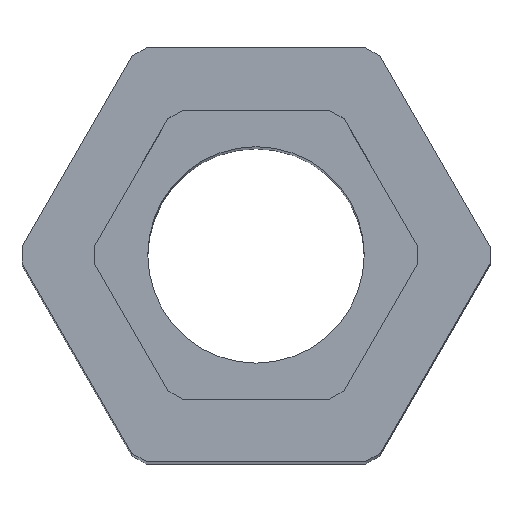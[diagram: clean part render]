
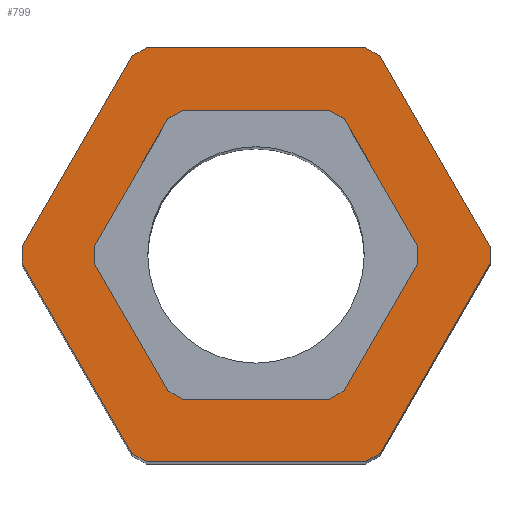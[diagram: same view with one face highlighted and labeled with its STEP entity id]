
A CAD part, top view. The second image highlights one B-rep face of the part: STEP entity #799.
In plain terms, the highlighted planar face has unit normal (0, 0, 1).
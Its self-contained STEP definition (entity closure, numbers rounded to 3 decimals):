
#17=FACE_BOUND('',#91,.T.);
#48=FACE_OUTER_BOUND('',#90,.T.);
#90=EDGE_LOOP('',(#624,#625,#626,#627,#628,#629,#630,#631,#632,#633,#634,
#635));
#91=EDGE_LOOP('',(#636,#637,#638,#639,#640,#641,#642,#643,#644,#645,#646,
#647));
#110=LINE('',#1076,#219);
#114=LINE('',#1083,#223);
#117=LINE('',#1089,#226);
#120=LINE('',#1095,#229);
#123=LINE('',#1101,#232);
#126=LINE('',#1107,#235);
#129=LINE('',#1113,#238);
#132=LINE('',#1119,#241);
#135=LINE('',#1125,#244);
#138=LINE('',#1131,#247);
#141=LINE('',#1137,#250);
#179=LINE('',#1217,#288);
#183=LINE('',#1225,#292);
#186=LINE('',#1231,#295);
#187=LINE('',#1233,#296);
#188=LINE('',#1235,#297);
#189=LINE('',#1237,#298);
#190=LINE('',#1239,#299);
#191=LINE('',#1241,#300);
#192=LINE('',#1243,#301);
#193=LINE('',#1245,#302);
#194=LINE('',#1247,#303);
#195=LINE('',#1248,#304);
#196=LINE('',#1249,#305);
#219=VECTOR('',#877,10.);
#223=VECTOR('',#883,10.);
#226=VECTOR('',#888,10.);
#229=VECTOR('',#893,10.);
#232=VECTOR('',#898,10.);
#235=VECTOR('',#903,10.);
#238=VECTOR('',#908,10.);
#241=VECTOR('',#913,10.);
#244=VECTOR('',#918,10.);
#247=VECTOR('',#923,10.);
#250=VECTOR('',#928,10.);
#288=VECTOR('',#996,10.);
#292=VECTOR('',#1002,10.);
#295=VECTOR('',#1007,10.);
#296=VECTOR('',#1008,10.);
#297=VECTOR('',#1009,10.);
#298=VECTOR('',#1010,10.);
#299=VECTOR('',#1011,10.);
#300=VECTOR('',#1012,10.);
#301=VECTOR('',#1013,10.);
#302=VECTOR('',#1014,10.);
#303=VECTOR('',#1015,10.);
#304=VECTOR('',#1016,10.);
#305=VECTOR('',#1017,10.);
#328=VERTEX_POINT('',#1073);
#329=VERTEX_POINT('',#1075);
#331=VERTEX_POINT('',#1081);
#333=VERTEX_POINT('',#1087);
#335=VERTEX_POINT('',#1093);
#337=VERTEX_POINT('',#1099);
#339=VERTEX_POINT('',#1105);
#341=VERTEX_POINT('',#1111);
#343=VERTEX_POINT('',#1117);
#345=VERTEX_POINT('',#1123);
#347=VERTEX_POINT('',#1129);
#349=VERTEX_POINT('',#1135);
#375=VERTEX_POINT('',#1215);
#376=VERTEX_POINT('',#1216);
#379=VERTEX_POINT('',#1224);
#381=VERTEX_POINT('',#1230);
#382=VERTEX_POINT('',#1232);
#383=VERTEX_POINT('',#1234);
#384=VERTEX_POINT('',#1236);
#385=VERTEX_POINT('',#1238);
#386=VERTEX_POINT('',#1240);
#387=VERTEX_POINT('',#1242);
#388=VERTEX_POINT('',#1244);
#389=VERTEX_POINT('',#1246);
#402=EDGE_CURVE('',#328,#329,#110,.T.);
#406=EDGE_CURVE('',#328,#331,#114,.T.);
#409=EDGE_CURVE('',#333,#331,#117,.T.);
#412=EDGE_CURVE('',#333,#335,#120,.T.);
#415=EDGE_CURVE('',#337,#335,#123,.T.);
#418=EDGE_CURVE('',#337,#339,#126,.T.);
#421=EDGE_CURVE('',#341,#339,#129,.T.);
#424=EDGE_CURVE('',#341,#343,#132,.T.);
#427=EDGE_CURVE('',#345,#343,#135,.T.);
#430=EDGE_CURVE('',#345,#347,#138,.T.);
#433=EDGE_CURVE('',#349,#347,#141,.T.);
#472=EDGE_CURVE('',#375,#376,#179,.T.);
#476=EDGE_CURVE('',#379,#376,#183,.T.);
#479=EDGE_CURVE('',#375,#381,#186,.T.);
#480=EDGE_CURVE('',#382,#381,#187,.T.);
#481=EDGE_CURVE('',#382,#383,#188,.T.);
#482=EDGE_CURVE('',#384,#383,#189,.T.);
#483=EDGE_CURVE('',#384,#385,#190,.T.);
#484=EDGE_CURVE('',#386,#385,#191,.T.);
#485=EDGE_CURVE('',#386,#387,#192,.T.);
#486=EDGE_CURVE('',#388,#387,#193,.T.);
#487=EDGE_CURVE('',#388,#389,#194,.T.);
#488=EDGE_CURVE('',#379,#389,#195,.T.);
#489=EDGE_CURVE('',#349,#329,#196,.T.);
#624=ORIENTED_EDGE('',*,*,#472,.F.);
#625=ORIENTED_EDGE('',*,*,#479,.T.);
#626=ORIENTED_EDGE('',*,*,#480,.F.);
#627=ORIENTED_EDGE('',*,*,#481,.T.);
#628=ORIENTED_EDGE('',*,*,#482,.F.);
#629=ORIENTED_EDGE('',*,*,#483,.T.);
#630=ORIENTED_EDGE('',*,*,#484,.F.);
#631=ORIENTED_EDGE('',*,*,#485,.T.);
#632=ORIENTED_EDGE('',*,*,#486,.F.);
#633=ORIENTED_EDGE('',*,*,#487,.T.);
#634=ORIENTED_EDGE('',*,*,#488,.F.);
#635=ORIENTED_EDGE('',*,*,#476,.T.);
#636=ORIENTED_EDGE('',*,*,#430,.T.);
#637=ORIENTED_EDGE('',*,*,#433,.F.);
#638=ORIENTED_EDGE('',*,*,#489,.T.);
#639=ORIENTED_EDGE('',*,*,#402,.F.);
#640=ORIENTED_EDGE('',*,*,#406,.T.);
#641=ORIENTED_EDGE('',*,*,#409,.F.);
#642=ORIENTED_EDGE('',*,*,#412,.T.);
#643=ORIENTED_EDGE('',*,*,#415,.F.);
#644=ORIENTED_EDGE('',*,*,#418,.T.);
#645=ORIENTED_EDGE('',*,*,#421,.F.);
#646=ORIENTED_EDGE('',*,*,#424,.T.);
#647=ORIENTED_EDGE('',*,*,#427,.F.);
#759=PLANE('',#855);
#799=ADVANCED_FACE('',(#48,#17),#759,.T.);
#855=AXIS2_PLACEMENT_3D('',#1229,#1005,#1006);
#877=DIRECTION('',(-0.866,0.5,0.));
#883=DIRECTION('',(0.5,-0.866,0.));
#888=DIRECTION('',(0.,1.,0.));
#893=DIRECTION('',(-0.5,-0.866,0.));
#898=DIRECTION('',(0.866,0.5,0.));
#903=DIRECTION('',(-1.,0.,0.));
#908=DIRECTION('',(0.866,-0.5,0.));
#913=DIRECTION('',(-0.5,0.866,0.));
#918=DIRECTION('',(0.,-1.,0.));
#923=DIRECTION('',(0.5,0.866,0.));
#928=DIRECTION('',(-0.866,-0.5,0.));
#996=DIRECTION('',(0.,1.,0.));
#1002=DIRECTION('',(-0.5,-0.866,0.));
#1005=DIRECTION('center_axis',(0.,0.,1.));
#1006=DIRECTION('ref_axis',(1.,0.,0.));
#1007=DIRECTION('',(0.5,-0.866,0.));
#1008=DIRECTION('',(-0.866,0.5,0.));
#1009=DIRECTION('',(1.,0.,0.));
#1010=DIRECTION('',(-0.866,-0.5,0.));
#1011=DIRECTION('',(0.5,0.866,0.));
#1012=DIRECTION('',(0.,-1.,0.));
#1013=DIRECTION('',(-0.5,0.866,0.));
#1014=DIRECTION('',(0.866,-0.5,0.));
#1015=DIRECTION('',(-1.,0.,0.));
#1016=DIRECTION('',(0.866,0.5,0.));
#1017=DIRECTION('',(1.,0.,0.));
#1073=CARTESIAN_POINT('',(1.832,2.827,30.));
#1075=CARTESIAN_POINT('',(1.532,3.,30.));
#1076=CARTESIAN_POINT('',(1.682,2.913,30.));
#1081=CARTESIAN_POINT('',(3.364,0.173,30.));
#1083=CARTESIAN_POINT('',(2.165,2.25,30.));
#1087=CARTESIAN_POINT('',(3.364,-0.173,30.));
#1089=CARTESIAN_POINT('',(3.364,0.,30.));
#1093=CARTESIAN_POINT('',(1.832,-2.827,30.));
#1095=CARTESIAN_POINT('',(3.031,-0.75,30.));
#1099=CARTESIAN_POINT('',(1.532,-3.,30.));
#1101=CARTESIAN_POINT('',(1.682,-2.913,30.));
#1105=CARTESIAN_POINT('',(-1.532,-3.,30.));
#1107=CARTESIAN_POINT('',(0.866,-3.,30.));
#1111=CARTESIAN_POINT('',(-1.832,-2.827,30.));
#1113=CARTESIAN_POINT('',(-1.682,-2.913,30.));
#1117=CARTESIAN_POINT('',(-3.364,-0.173,30.));
#1119=CARTESIAN_POINT('',(-2.165,-2.25,30.));
#1123=CARTESIAN_POINT('',(-3.364,0.173,30.));
#1125=CARTESIAN_POINT('',(-3.364,0.,30.));
#1129=CARTESIAN_POINT('',(-1.832,2.827,30.));
#1131=CARTESIAN_POINT('',(-3.031,0.75,30.));
#1135=CARTESIAN_POINT('',(-1.532,3.,30.));
#1137=CARTESIAN_POINT('',(-1.682,2.913,30.));
#1215=CARTESIAN_POINT('',(-4.865,-0.173,30.));
#1216=CARTESIAN_POINT('',(-4.865,0.173,30.));
#1217=CARTESIAN_POINT('',(-4.865,0.,30.));
#1224=CARTESIAN_POINT('',(-2.583,4.127,30.));
#1225=CARTESIAN_POINT('',(-2.483,4.3,30.));
#1229=CARTESIAN_POINT('Origin',(0.,0.,30.));
#1230=CARTESIAN_POINT('',(-2.583,-4.127,30.));
#1231=CARTESIAN_POINT('',(-4.965,0.,30.));
#1232=CARTESIAN_POINT('',(-2.283,-4.3,30.));
#1233=CARTESIAN_POINT('',(-2.433,-4.213,30.));
#1234=CARTESIAN_POINT('',(2.283,-4.3,30.));
#1235=CARTESIAN_POINT('',(-2.483,-4.3,30.));
#1236=CARTESIAN_POINT('',(2.583,-4.127,30.));
#1237=CARTESIAN_POINT('',(2.433,-4.213,30.));
#1238=CARTESIAN_POINT('',(4.865,-0.173,30.));
#1239=CARTESIAN_POINT('',(2.483,-4.3,30.));
#1240=CARTESIAN_POINT('',(4.865,0.173,30.));
#1241=CARTESIAN_POINT('',(4.865,0.,30.));
#1242=CARTESIAN_POINT('',(2.583,4.127,30.));
#1243=CARTESIAN_POINT('',(4.965,0.,30.));
#1244=CARTESIAN_POINT('',(2.283,4.3,30.));
#1245=CARTESIAN_POINT('',(2.433,4.213,30.));
#1246=CARTESIAN_POINT('',(-2.283,4.3,30.));
#1247=CARTESIAN_POINT('',(2.483,4.3,30.));
#1248=CARTESIAN_POINT('',(-2.433,4.213,30.));
#1249=CARTESIAN_POINT('',(-0.866,3.,30.));
